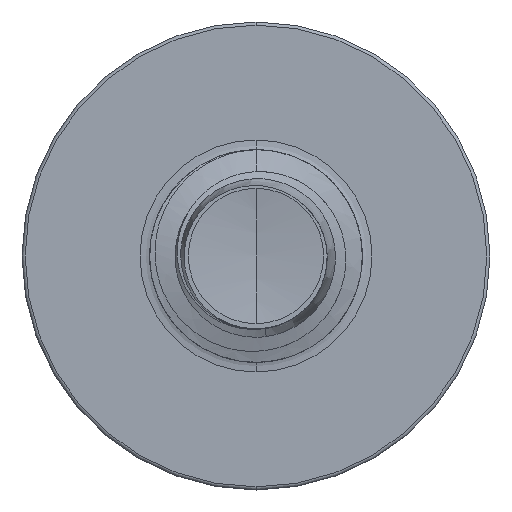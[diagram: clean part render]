
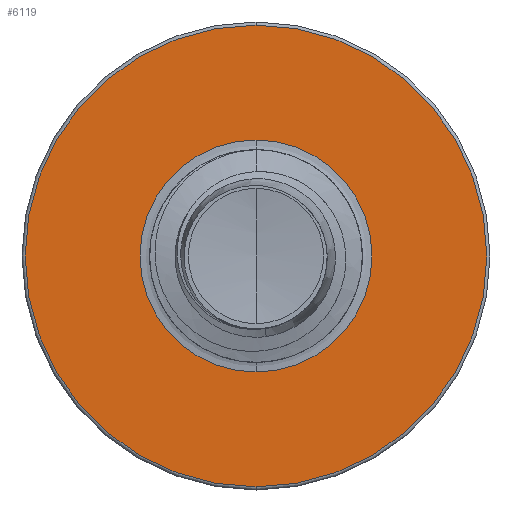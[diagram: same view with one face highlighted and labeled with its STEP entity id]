
A CAD part, front view. The second image highlights one B-rep face of the part: STEP entity #6119.
In plain terms, the highlighted planar face has unit normal (0, -1, 0).
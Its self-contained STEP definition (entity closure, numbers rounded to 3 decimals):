
#6 = VERTEX_POINT ( 'NONE', #12161 ) ;
#341 = EDGE_CURVE ( 'NONE', #11110, #6, #16378, .T. ) ;
#741 = DIRECTION ( 'NONE',  ( 0., 0., 1. ) ) ;
#773 = DIRECTION ( 'NONE',  ( 0., 1., 0. ) ) ;
#803 = CARTESIAN_POINT ( 'NONE',  ( 0., 6.5, 0. ) ) ;
#1330 = CARTESIAN_POINT ( 'NONE',  ( 0., 6.5, 1.363 ) ) ;
#1541 = AXIS2_PLACEMENT_3D ( 'NONE', #9063, #9035, #9031 ) ;
#2371 = AXIS2_PLACEMENT_3D ( 'NONE', #16104, #16205, #15442 ) ;
#2791 = ORIENTED_EDGE ( 'NONE', *, *, #341, .F. ) ;
#5916 = DIRECTION ( 'NONE',  ( 0., 0., 1. ) ) ;
#5944 = DIRECTION ( 'NONE',  ( 0., 1., 0. ) ) ;
#5948 = CARTESIAN_POINT ( 'NONE',  ( 0., 6.5, 0. ) ) ;
#6119 = ADVANCED_FACE ( 'NONE', ( #17915, #6886 ), #7672, .F. ) ;
#6886 = FACE_BOUND ( 'NONE', #16735, .T. ) ;
#7517 = DIRECTION ( 'NONE',  ( 0., 0., 1. ) ) ;
#7519 = DIRECTION ( 'NONE',  ( 0., 1., 0. ) ) ;
#7542 = CARTESIAN_POINT ( 'NONE',  ( 0., 6.5, -1.363 ) ) ;
#7672 = PLANE ( 'NONE',  #13788 ) ;
#9031 = DIRECTION ( 'NONE',  ( 0., 0., 1. ) ) ;
#9035 = DIRECTION ( 'NONE',  ( 0., 1., 0. ) ) ;
#9063 = CARTESIAN_POINT ( 'NONE',  ( 0., 6.5, 0. ) ) ;
#11080 = CIRCLE ( 'NONE', #12249, 1.363 ) ;
#11110 = VERTEX_POINT ( 'NONE', #13357 ) ;
#11699 = EDGE_CURVE ( 'NONE', #13422, #14896, #17651, .T. ) ;
#11797 = CIRCLE ( 'NONE', #17844, 2.713 ) ;
#12161 = CARTESIAN_POINT ( 'NONE',  ( 0., 6.5, 2.713 ) ) ;
#12249 = AXIS2_PLACEMENT_3D ( 'NONE', #803, #773, #741 ) ;
#12495 = CARTESIAN_POINT ( 'NONE',  ( 0., 6.5, -1.363 ) ) ;
#13008 = ORIENTED_EDGE ( 'NONE', *, *, #15830, .T. ) ;
#13357 = CARTESIAN_POINT ( 'NONE',  ( 0., 6.5, -2.712 ) ) ;
#13422 = VERTEX_POINT ( 'NONE', #1330 ) ;
#13788 = AXIS2_PLACEMENT_3D ( 'NONE', #7542, #7519, #7517 ) ;
#14896 = VERTEX_POINT ( 'NONE', #12495 ) ;
#15442 = DIRECTION ( 'NONE',  ( 0., 0., 1. ) ) ;
#15830 = EDGE_CURVE ( 'NONE', #14896, #13422, #11080, .T. ) ;
#16104 = CARTESIAN_POINT ( 'NONE',  ( 0., 6.5, 0. ) ) ;
#16205 = DIRECTION ( 'NONE',  ( 0., 1., 0. ) ) ;
#16378 = CIRCLE ( 'NONE', #2371, 2.713 ) ;
#16579 = ORIENTED_EDGE ( 'NONE', *, *, #11699, .T. ) ;
#16735 = EDGE_LOOP ( 'NONE', ( #16579, #13008 ) ) ;
#16883 = EDGE_LOOP ( 'NONE', ( #19437, #2791 ) ) ;
#17022 = EDGE_CURVE ( 'NONE', #6, #11110, #11797, .T. ) ;
#17651 = CIRCLE ( 'NONE', #1541, 1.363 ) ;
#17844 = AXIS2_PLACEMENT_3D ( 'NONE', #5948, #5944, #5916 ) ;
#17915 = FACE_OUTER_BOUND ( 'NONE', #16883, .T. ) ;
#19437 = ORIENTED_EDGE ( 'NONE', *, *, #17022, .F. ) ;
